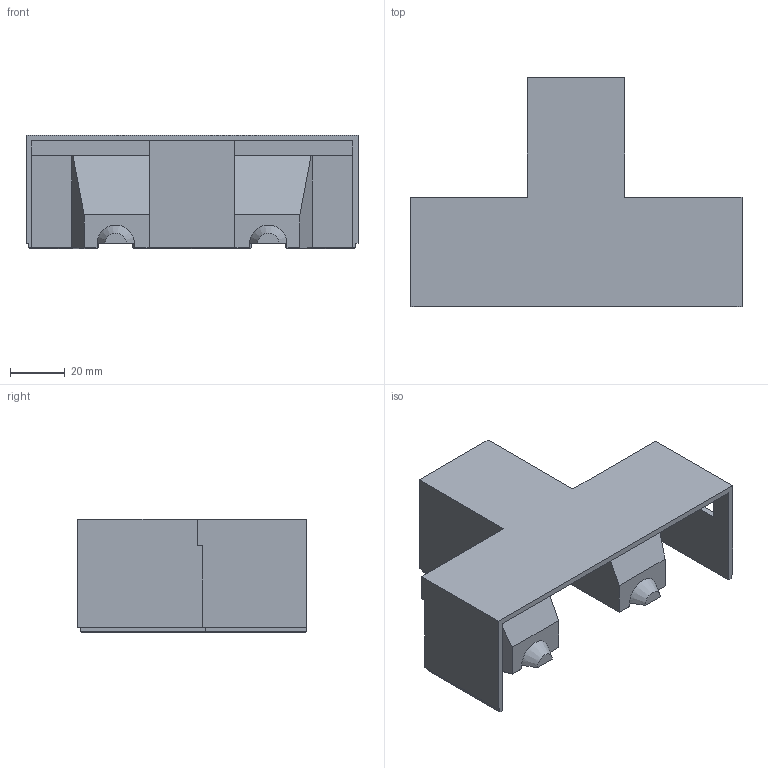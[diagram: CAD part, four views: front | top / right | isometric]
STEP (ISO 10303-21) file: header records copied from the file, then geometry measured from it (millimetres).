
FILE_DESCRIPTION(/* description */ (''),/* implementation_level */ '2;1');
FILE_NAME(/* name */ 'charging port A v15.step',/* time_stamp */ '2024-11-05T09:31:08-05:00',/* author */ (''),/* organization */ (''),/* preprocessor_version */ 'ST-DEVELOPER v20',/* originating_system */ 'Autodesk Translation Framework v13.20.0.188',/* authorisation */ '');
FILE_SCHEMA (('AUTOMOTIVE_DESIGN { 1 0 10303 214 3 1 1 }'));
Length unit declared in the file: millimetre
Products named in the file (1): charging port A
Bounding box: 121.75 x 84 x 41.75 mm (x, y, z)
Volume: 44338.8 mm3; surface area: 42880.8 mm2
Topology: 1 solids, 1 shells, 114 faces, 294 edges, 182 vertices
Faces by surface type: plane 108, cone 4, cylinder 2
Entity records: 3383 total; most frequent: CARTESIAN_POINT 607, ORIENTED_EDGE 588, DIRECTION 528, EDGE_CURVE 294, LINE 274, VECTOR 274, VERTEX_POINT 182, AXIS2_PLACEMENT_3D 127
